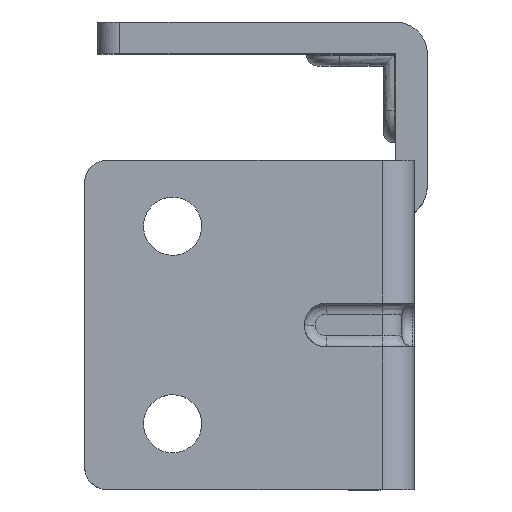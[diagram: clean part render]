
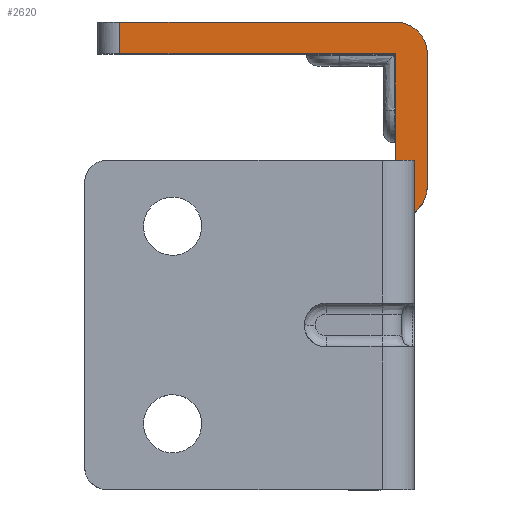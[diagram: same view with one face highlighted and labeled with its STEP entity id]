
A CAD part, top view. The second image highlights one B-rep face of the part: STEP entity #2620.
In plain terms, the highlighted free-form (B-spline) face has degree [1, 1] with [2, 2] control points.
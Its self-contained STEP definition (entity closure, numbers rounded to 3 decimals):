
#2337=CARTESIAN_POINT('',(-10.3,25.1,15.0));
#2338=VERTEX_POINT('',#2337);
#2352=CARTESIAN_POINT('',(-10.3,28.0,15.0));
#2353=VERTEX_POINT('',#2352);
#2354=CARTESIAN_POINT('',(-10.3,25.1,15.0));
#2355=CARTESIAN_POINT('',(-10.3,28.0,15.0));
#2356=QUASI_UNIFORM_CURVE('',1,(#2354,#2355),.UNSPECIFIED.,.F.,.U.);
#2357=EDGE_CURVE('',#2338,#2353,#2356,.T.);
#2461=CARTESIAN_POINT('',(14.6,7.0,15.0));
#2462=VERTEX_POINT('',#2461);
#2463=CARTESIAN_POINT('',(11.7,7.0,15.0));
#2464=VERTEX_POINT('',#2463);
#2465=CARTESIAN_POINT('',(14.6,7.0,15.0));
#2466=CARTESIAN_POINT('',(11.7,7.0,15.0));
#2467=QUASI_UNIFORM_CURVE('',1,(#2465,#2466),.UNSPECIFIED.,.F.,.U.);
#2468=EDGE_CURVE('',#2462,#2464,#2467,.T.);
#2512=CARTESIAN_POINT('',(19.099,5.951,15.0));
#2513=CARTESIAN_POINT('',(-11.699,5.951,15.0));
#2514=CARTESIAN_POINT('',(19.099,29.049,15.0));
#2515=CARTESIAN_POINT('',(-11.699,29.049,15.0));
#2516=B_SPLINE_SURFACE_WITH_KNOTS('',1,1,((#2512,#2514),(#2513,#2515)),.UNSPECIFIED.,.F.,.F.,.U.,(2,2),(2,2),(0.0,30.797),(0.0,23.098),.UNSPECIFIED.);
#2517=CARTESIAN_POINT('',(14.8,25.1,15.0));
#2518=VERTEX_POINT('',#2517);
#2519=CARTESIAN_POINT('',(14.8,25.1,15.0));
#2520=CARTESIAN_POINT('',(-10.3,25.1,15.0));
#2521=QUASI_UNIFORM_CURVE('',1,(#2519,#2520),.UNSPECIFIED.,.F.,.U.);
#2522=EDGE_CURVE('',#2518,#2338,#2521,.T.);
#2523=ORIENTED_EDGE('',*,*,#2522,.F.);
#2524=CARTESIAN_POINT('',(14.8,13.0,15.0));
#2525=VERTEX_POINT('',#2524);
#2526=CARTESIAN_POINT('',(14.8,13.0,15.0));
#2527=CARTESIAN_POINT('',(14.8,25.1,15.0));
#2528=QUASI_UNIFORM_CURVE('',1,(#2526,#2527),.UNSPECIFIED.,.F.,.U.);
#2529=EDGE_CURVE('',#2525,#2518,#2528,.T.);
#2530=ORIENTED_EDGE('',*,*,#2529,.F.);
#2531=CARTESIAN_POINT('',(14.606,13.0,15.0));
#2532=VERTEX_POINT('',#2531);
#2533=CARTESIAN_POINT('',(14.606,13.0,15.0));
#2534=CARTESIAN_POINT('',(14.8,13.0,15.0));
#2535=QUASI_UNIFORM_CURVE('',1,(#2533,#2534),.UNSPECIFIED.,.F.,.U.);
#2536=EDGE_CURVE('',#2532,#2525,#2535,.T.);
#2537=ORIENTED_EDGE('',*,*,#2536,.F.);
#2538=CARTESIAN_POINT('',(11.7,10.106,15.0));
#2539=VERTEX_POINT('',#2538);
#2540=CARTESIAN_POINT('',(11.7,10.106,15.0));
#2541=CARTESIAN_POINT('',(11.706,13.006,15.));
#2542=CARTESIAN_POINT('',(14.606,13.,15.0));
#2550=(BOUNDED_CURVE()B_SPLINE_CURVE(2,(#2540,#2541,#2542),.UNSPECIFIED.,.F.,.U.)CURVE()GEOMETRIC_REPRESENTATION_ITEM()QUASI_UNIFORM_CURVE()RATIONAL_B_SPLINE_CURVE((1.0,0.707,1.0))REPRESENTATION_ITEM(''));
#2551=EDGE_CURVE('',#2539,#2532,#2550,.T.);
#2552=ORIENTED_EDGE('',*,*,#2551,.F.);
#2553=CARTESIAN_POINT('',(11.7,7.0,15.0));
#2554=CARTESIAN_POINT('',(11.7,10.106,15.0));
#2555=QUASI_UNIFORM_CURVE('',1,(#2553,#2554),.UNSPECIFIED.,.F.,.U.);
#2556=EDGE_CURVE('',#2464,#2539,#2555,.T.);
#2557=ORIENTED_EDGE('',*,*,#2556,.F.);
#2558=ORIENTED_EDGE('',*,*,#2468,.F.);
#2559=CARTESIAN_POINT('',(14.6,10.1,15.0));
#2560=VERTEX_POINT('',#2559);
#2561=CARTESIAN_POINT('',(14.6,10.1,15.0));
#2562=CARTESIAN_POINT('',(14.6,7.0,15.0));
#2563=QUASI_UNIFORM_CURVE('',1,(#2561,#2562),.UNSPECIFIED.,.F.,.U.);
#2564=EDGE_CURVE('',#2560,#2462,#2563,.T.);
#2565=ORIENTED_EDGE('',*,*,#2564,.F.);
#2566=CARTESIAN_POINT('',(14.794,10.1,15.0));
#2567=VERTEX_POINT('',#2566);
#2568=CARTESIAN_POINT('',(14.794,10.1,15.0));
#2569=CARTESIAN_POINT('',(14.6,10.1,15.0));
#2570=QUASI_UNIFORM_CURVE('',1,(#2568,#2569),.UNSPECIFIED.,.F.,.U.);
#2571=EDGE_CURVE('',#2567,#2560,#2570,.T.);
#2572=ORIENTED_EDGE('',*,*,#2571,.F.);
#2573=CARTESIAN_POINT('',(17.7,13.006,15.0));
#2574=VERTEX_POINT('',#2573);
#2575=CARTESIAN_POINT('',(17.7,13.006,15.0));
#2576=CARTESIAN_POINT('',(17.702,11.801,15.));
#2577=CARTESIAN_POINT('',(16.851,10.949,15.0));
#2578=CARTESIAN_POINT('',(15.999,10.098,15.));
#2579=CARTESIAN_POINT('',(14.794,10.1,15.0));
#2587=(BOUNDED_CURVE()B_SPLINE_CURVE(2,(#2575,#2576,#2577,#2578,#2579),.UNSPECIFIED.,.F.,.U.)B_SPLINE_CURVE_WITH_KNOTS((3,2,3),(0.0,0.5,1.0),.UNSPECIFIED.)CURVE()GEOMETRIC_REPRESENTATION_ITEM()RATIONAL_B_SPLINE_CURVE((1.0,0.923,1.0,0.923,1.0))REPRESENTATION_ITEM(''));
#2588=EDGE_CURVE('',#2574,#2567,#2587,.T.);
#2589=ORIENTED_EDGE('',*,*,#2588,.F.);
#2590=CARTESIAN_POINT('',(17.7,25.106,15.0));
#2591=VERTEX_POINT('',#2590);
#2592=CARTESIAN_POINT('',(17.7,25.106,15.0));
#2593=CARTESIAN_POINT('',(17.7,13.006,15.0));
#2594=QUASI_UNIFORM_CURVE('',1,(#2592,#2593),.UNSPECIFIED.,.F.,.U.);
#2595=EDGE_CURVE('',#2591,#2574,#2594,.T.);
#2596=ORIENTED_EDGE('',*,*,#2595,.F.);
#2597=CARTESIAN_POINT('',(14.8,28.0,15.0));
#2598=VERTEX_POINT('',#2597);
#2599=CARTESIAN_POINT('',(14.8,28.,15.0));
#2600=CARTESIAN_POINT('',(17.694,28.,15.));
#2601=CARTESIAN_POINT('',(17.7,25.106,15.0));
#2609=(BOUNDED_CURVE()B_SPLINE_CURVE(2,(#2599,#2600,#2601),.UNSPECIFIED.,.F.,.U.)CURVE()GEOMETRIC_REPRESENTATION_ITEM()QUASI_UNIFORM_CURVE()RATIONAL_B_SPLINE_CURVE((1.0,0.708,1.0))REPRESENTATION_ITEM(''));
#2610=EDGE_CURVE('',#2598,#2591,#2609,.T.);
#2611=ORIENTED_EDGE('',*,*,#2610,.F.);
#2612=CARTESIAN_POINT('',(-10.3,28.0,15.0));
#2613=CARTESIAN_POINT('',(14.8,28.0,15.0));
#2614=QUASI_UNIFORM_CURVE('',1,(#2612,#2613),.UNSPECIFIED.,.F.,.U.);
#2615=EDGE_CURVE('',#2353,#2598,#2614,.T.);
#2616=ORIENTED_EDGE('',*,*,#2615,.F.);
#2617=ORIENTED_EDGE('',*,*,#2357,.F.);
#2618=EDGE_LOOP('',(#2523,#2530,#2537,#2552,#2557,#2558,#2565,#2572,#2589,#2596,#2611,#2616,#2617));
#2619=FACE_OUTER_BOUND('',#2618,.T.);
#2620=ADVANCED_FACE('',(#2619),#2516,.F.);
